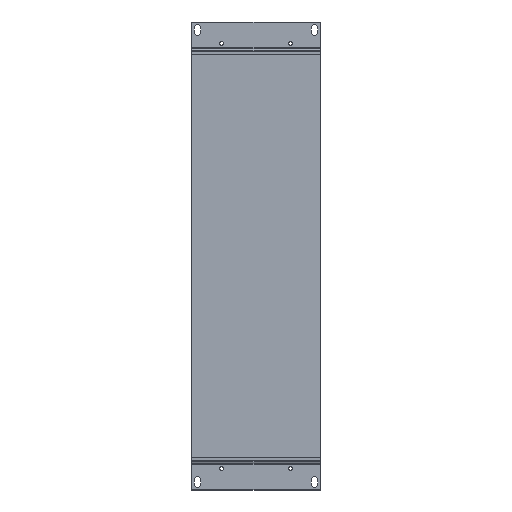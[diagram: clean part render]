
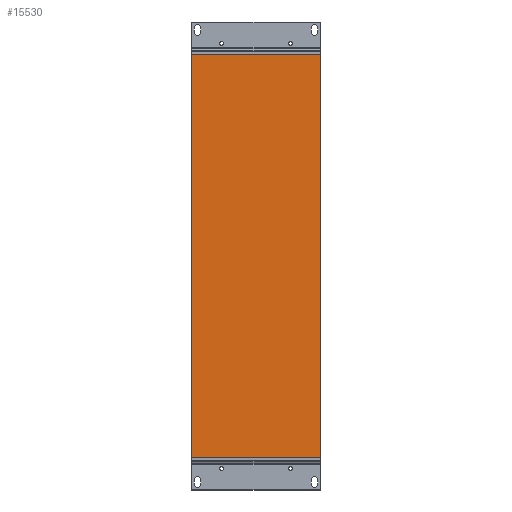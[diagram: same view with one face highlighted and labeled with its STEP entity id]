
A CAD part, left-side view. The second image highlights one B-rep face of the part: STEP entity #15530.
In plain terms, the highlighted planar face has unit normal (-1, 0, 0).
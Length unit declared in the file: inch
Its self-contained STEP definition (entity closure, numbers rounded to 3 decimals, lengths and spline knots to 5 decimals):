
#664 = CARTESIAN_POINT ( 'NONE',  ( 0., 2.61, 8.1752 ) ) ;
#10662 = LINE ( 'NONE', #83372, #113429 ) ;
#10755 = LINE ( 'NONE', #664, #19411 ) ;
#15530 = ADVANCED_FACE ( 'NONE', ( #21356 ), #42339, .T. ) ;
#18869 = ORIENTED_EDGE ( 'NONE', *, *, #107241, .T. ) ;
#19411 = VECTOR ( 'NONE', #93552, 39.37008 ) ;
#21356 = FACE_OUTER_BOUND ( 'NONE', #124454, .T. ) ;
#26654 = CARTESIAN_POINT ( 'NONE',  ( 0., -2.61, 8.1752 ) ) ;
#30600 = EDGE_CURVE ( 'NONE', #77089, #110205, #82161, .T. ) ;
#30605 = EDGE_CURVE ( 'NONE', #110205, #50354, #10755, .T. ) ;
#42339 = PLANE ( 'NONE',  #93156 ) ;
#43349 = CARTESIAN_POINT ( 'NONE',  ( 0., 2.61, -8.1752 ) ) ;
#43505 = CARTESIAN_POINT ( 'NONE',  ( 0., -2.61, -8.1752 ) ) ;
#48700 = VERTEX_POINT ( 'NONE', #43349 ) ;
#50354 = VERTEX_POINT ( 'NONE', #66322 ) ;
#51454 = ORIENTED_EDGE ( 'NONE', *, *, #30600, .T. ) ;
#51722 = CARTESIAN_POINT ( 'NONE',  ( 0., 2.61, 0. ) ) ;
#56368 = LINE ( 'NONE', #65788, #101990 ) ;
#62784 = ORIENTED_EDGE ( 'NONE', *, *, #94995, .T. ) ;
#65788 = CARTESIAN_POINT ( 'NONE',  ( 0., 2.61, 0. ) ) ;
#66322 = CARTESIAN_POINT ( 'NONE',  ( 0., 2.61, 8.1752 ) ) ;
#70735 = DIRECTION ( 'NONE',  ( 0., -1., 0. ) ) ;
#73266 = DIRECTION ( 'NONE',  ( 0., 0., -1. ) ) ;
#77089 = VERTEX_POINT ( 'NONE', #43505 ) ;
#82161 = LINE ( 'NONE', #123089, #116082 ) ;
#83372 = CARTESIAN_POINT ( 'NONE',  ( 0., 2.61, -8.1752 ) ) ;
#85248 = DIRECTION ( 'NONE',  ( -1., 0., 0. ) ) ;
#93156 = AXIS2_PLACEMENT_3D ( 'NONE', #51722, #85248, #73266 ) ;
#93552 = DIRECTION ( 'NONE',  ( 0., 1., 0. ) ) ;
#94995 = EDGE_CURVE ( 'NONE', #50354, #48700, #56368, .T. ) ;
#101990 = VECTOR ( 'NONE', #107329, 39.37008 ) ;
#107241 = EDGE_CURVE ( 'NONE', #48700, #77089, #10662, .T. ) ;
#107329 = DIRECTION ( 'NONE',  ( 0., 0., -1. ) ) ;
#110205 = VERTEX_POINT ( 'NONE', #26654 ) ;
#113429 = VECTOR ( 'NONE', #70735, 39.37008 ) ;
#116082 = VECTOR ( 'NONE', #123757, 39.37008 ) ;
#119629 = ORIENTED_EDGE ( 'NONE', *, *, #30605, .T. ) ;
#123089 = CARTESIAN_POINT ( 'NONE',  ( 0., -2.61, 0. ) ) ;
#123757 = DIRECTION ( 'NONE',  ( 0., 0., 1. ) ) ;
#124454 = EDGE_LOOP ( 'NONE', ( #18869, #51454, #119629, #62784 ) ) ;
